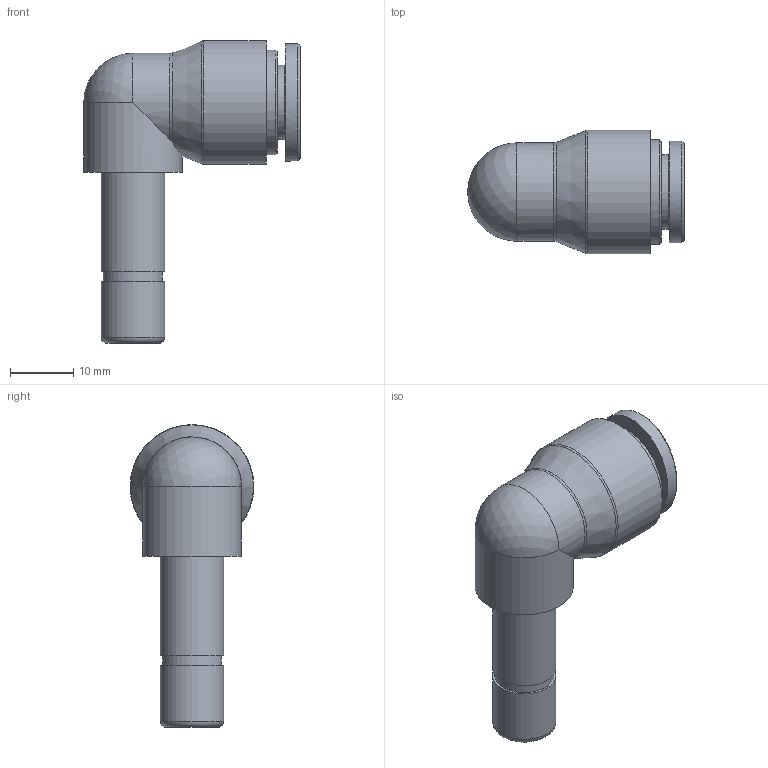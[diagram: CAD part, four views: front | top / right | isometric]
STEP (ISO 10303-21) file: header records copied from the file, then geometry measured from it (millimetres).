
FILE_DESCRIPTION((''),'2;1');
FILE_NAME('HR-PLJ 10.stp','2020-03-19T08:53:32',('user'),(''),'Autodesk Inventor 2013','Autodesk Inventor 2013','');
FILE_SCHEMA(('AUTOMOTIVE_DESIGN { 1 0 10303 214 1 1 1 1 }'));
Length unit declared in the file: millimetre
Products named in the file (5): 조립품6; HR-PLJ 10 BODY; HR-COLLAR 10; HR-Collar 10L(SUS); HR-SLEEVE 10
Assembly tree (4 placements, depth 3):
  조립품6
    HR-PLJ 10 BODY
    HR-COLLAR 10
      HR-Collar 10L(SUS)
      HR-SLEEVE 10
Bounding box: 34.15 x 19.5 x 47.75 mm (x, y, z)
Volume: 7348.6 mm3; surface area: 5307.8 mm2
Topology: 3 solids, 3 shells, 133 faces, 330 edges, 220 vertices
Faces by surface type: plane 72, bspline 41, cylinder 11, cone 5, torus 3, sphere 1
Full cylindrical faces by diameter (mm): 7 x1, 9.3 x1, 10 x2, 10.15 x1, 10.2 x1, 11.7 x1, 15.5 x1, 16.5 x1, 19.5 x1
Entity records: 4275 total; most frequent: CARTESIAN_POINT 1332, ORIENTED_EDGE 610, DIRECTION 455, EDGE_CURVE 305, VERTEX_POINT 213, VECTOR 187, LINE 187, EDGE_LOOP 172
